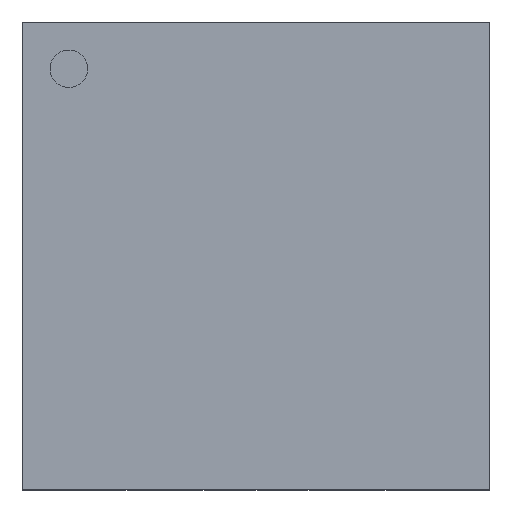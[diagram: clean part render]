
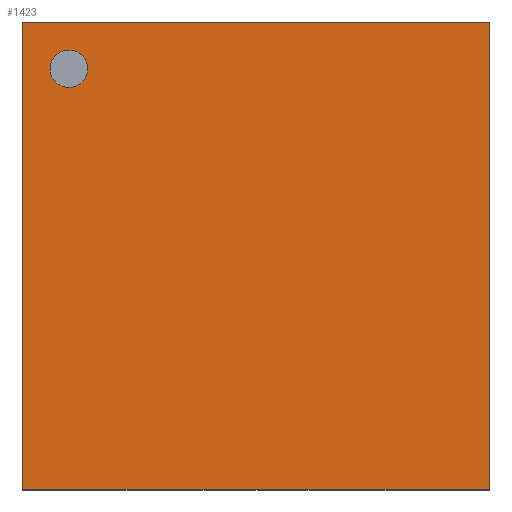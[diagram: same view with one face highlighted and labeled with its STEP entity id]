
A CAD part, top view. The second image highlights one B-rep face of the part: STEP entity #1423.
In plain terms, the highlighted planar face has unit normal (0, 0, 1).
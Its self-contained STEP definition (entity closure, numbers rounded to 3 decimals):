
#326=CARTESIAN_POINT('',(-1.8,2.0,0.8));
#327=VERTEX_POINT('',#326);
#336=CARTESIAN_POINT('',(-2.2,2.0,0.8));
#337=VERTEX_POINT('',#336);
#338=CARTESIAN_POINT('',(-2.0,2.0,0.8));
#339=DIRECTION('',(0.0,0.0,-1.0));
#340=DIRECTION('',(1.0,0.0,0.0));
#341=AXIS2_PLACEMENT_3D('',#338,#339,#340);
#342=CIRCLE('',#341,0.2);
#343=EDGE_CURVE('',#337,#327,#342,.T.);
#762=CARTESIAN_POINT('',(-2.5,2.5,0.8));
#763=VERTEX_POINT('',#762);
#770=CARTESIAN_POINT('',(2.5,2.5,0.8));
#771=VERTEX_POINT('',#770);
#772=CARTESIAN_POINT('',(-2.5,2.5,0.8));
#773=DIRECTION('',(1.0,0.0,0.0));
#774=VECTOR('',#773,5.0);
#775=LINE('',#772,#774);
#776=EDGE_CURVE('',#763,#771,#775,.T.);
#1057=CARTESIAN_POINT('',(2.5,-2.5,0.8));
#1058=VERTEX_POINT('',#1057);
#1059=CARTESIAN_POINT('',(2.5,2.5,0.8));
#1060=DIRECTION('',(0.0,-1.0,0.0));
#1061=VECTOR('',#1060,5.0);
#1062=LINE('',#1059,#1061);
#1063=EDGE_CURVE('',#771,#1058,#1062,.T.);
#1328=CARTESIAN_POINT('',(-2.5,-2.5,0.8));
#1329=VERTEX_POINT('',#1328);
#1330=CARTESIAN_POINT('',(2.5,-2.5,0.8));
#1331=DIRECTION('',(-1.0,0.0,0.0));
#1332=VECTOR('',#1331,5.);
#1333=LINE('',#1330,#1332);
#1334=EDGE_CURVE('',#1058,#1329,#1333,.T.);
#1383=CARTESIAN_POINT('',(-2.0,2.0,0.8));
#1384=DIRECTION('',(0.0,0.0,-1.0));
#1385=DIRECTION('',(1.0,0.0,0.0));
#1386=AXIS2_PLACEMENT_3D('',#1383,#1384,#1385);
#1387=CIRCLE('',#1386,0.2);
#1388=EDGE_CURVE('',#327,#337,#1387,.T.);
#1403=CARTESIAN_POINT('',(0.,0.,0.8));
#1404=DIRECTION('',(0.0,0.0,1.0));
#1405=DIRECTION('',(1.0,0.0,0.0));
#1406=AXIS2_PLACEMENT_3D('',#1403,#1404,#1405);
#1407=PLANE('',#1406);
#1408=CARTESIAN_POINT('',(-2.5,-2.5,0.8));
#1409=DIRECTION('',(0.0,1.0,0.0));
#1410=VECTOR('',#1409,5.0);
#1411=LINE('',#1408,#1410);
#1412=EDGE_CURVE('',#1329,#763,#1411,.T.);
#1413=ORIENTED_EDGE('',*,*,#1412,.F.);
#1414=ORIENTED_EDGE('',*,*,#1334,.F.);
#1415=ORIENTED_EDGE('',*,*,#1063,.F.);
#1416=ORIENTED_EDGE('',*,*,#776,.F.);
#1417=EDGE_LOOP('',(#1413,#1414,#1415,#1416));
#1418=FACE_OUTER_BOUND('',#1417,.T.);
#1419=ORIENTED_EDGE('',*,*,#1388,.T.);
#1420=ORIENTED_EDGE('',*,*,#343,.T.);
#1421=EDGE_LOOP('',(#1419,#1420));
#1422=FACE_BOUND('',#1421,.T.);
#1423=ADVANCED_FACE('',(#1418,#1422),#1407,.T.);
